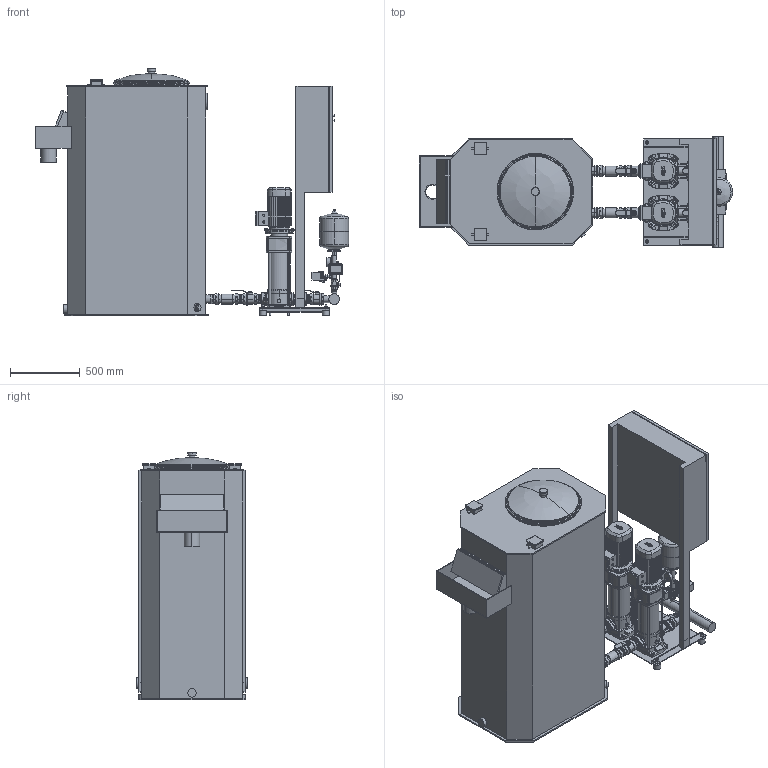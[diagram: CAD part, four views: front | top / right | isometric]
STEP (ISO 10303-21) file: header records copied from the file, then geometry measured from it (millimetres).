
FILE_DESCRIPTION((''),'2;1');
FILE_NAME('3d_FLACompact-2HELIXV1604DS8-2540130.stp','2016-01-25T12:57:19',(''),(''),'Mechanical Desktop 2009','Mechanical Desktop 2009',', , ');
FILE_SCHEMA(('CONFIG_CONTROL_DESIGN'));
Length unit declared in the file: millimetre
Products named in the file (1): Product
Bounding box: 2243 x 800 x 1775 mm (x, y, z)
Volume: 1324633542.8 mm3; surface area: 15824874.5 mm2
Topology: 129 solids, 129 shells, 3947 faces, 9806 edges, 6299 vertices
Faces by surface type: plane 1644, bspline 1129, cylinder 859, cone 193, torus 112, sphere 10
Entity records: 127760 total; most frequent: CARTESIAN_POINT 35197, ORIENTED_EDGE 19612, DIRECTION 18427, EDGE_CURVE 9806, VERTEX_POINT 6299, AXIS2_PLACEMENT_3D 6243, VECTOR 5941, LINE 5941
